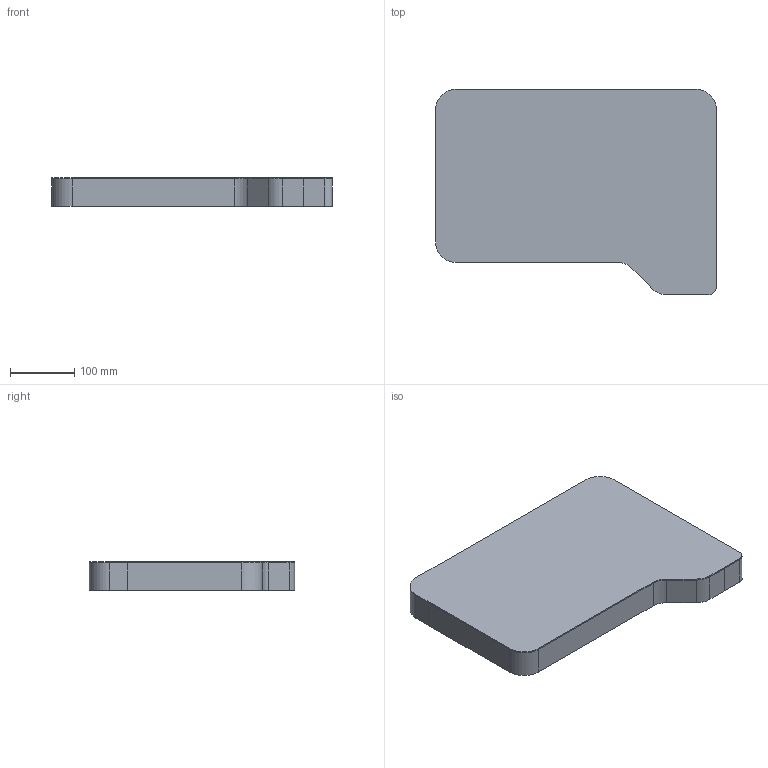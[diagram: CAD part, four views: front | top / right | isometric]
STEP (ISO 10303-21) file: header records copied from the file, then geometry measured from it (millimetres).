
FILE_DESCRIPTION(/* description */ (''),/* implementation_level */ '2;1');
FILE_NAME(/* name */ 'СБ_Инфотабло-17.stp',/* time_stamp */ '2022-12-01T11:35:30+03:00',/* author */ ('Voodoo'),/* organization */ (''),/* preprocessor_version */ 'ST-DEVELOPER v18.1',/* originating_system */ 'Autodesk Inventor 2021',/* authorisation */ '');
FILE_SCHEMA (('AUTOMOTIVE_DESIGN { 1 0 10303 214 3 1 1 }'));
Length unit declared in the file: millimetre
Products named in the file (21): СБ_Инфотабло; NV173FHM-N4G V8.0; Медиа приставка 
GIBORIY X96 Mini 2; Обечайка часть 
1; Обечайка часть 
2; Лицевой лист; Монтажный лист; Вытяжная заклепка_
Р-Ш-М3-Ум; Скоба БП1; Скоба БП2; Короб задний; PEM_S_M5_1; Shp_4x8; Стекло; AS 1427 - M3 x 6; ANSI B18.2.4.2M - M3x0,5; Блок питания 
LS-50-5_5V; Блок питания 
MA-60-12_12V; Кронштейн медиа 
приставки; Shp_3x8; Плата контроллера
Assembly tree (49 placements, depth 2):
  СБ_Инфотабло
    NV173FHM-N4G V8.0
    Медиа приставка 
GIBORIY X96 Mini 2
    Обечайка часть 
1
    Обечайка часть 
2
    Лицевой лист
    Монтажный лист
    Вытяжная заклепка_
Р-Ш-М3-Ум  x5
    Скоба БП1
    Скоба БП2
    Shp_3x8  x13
    Короб задний
    PEM_S_M5_1  x4
    Shp_4x8  x4
    Стекло
    AS 1427 - M3 x 6  x5
    ANSI B18.2.4.2M - M3x0,5  x4
    Блок питания 
LS-50-5_5V
    Блок питания 
MA-60-12_12V
    Кронштейн медиа 
приставки
    Плата контроллера
Bounding box: 436 x 319 x 45 mm (x, y, z)
Volume: 1576452.6 mm3; surface area: 1222007.4 mm2
Topology: 63 solids, 63 shells, 1356 faces, 3228 edges, 2028 vertices
Faces by surface type: plane 802, cylinder 306, cone 163, bspline 55, torus 25, sphere 5
Full cylindrical faces by diameter (mm): 2.459 x4, 2.693 x5, 3 x47, 4 x17, 4.2 x5, 4.8 x5, 4.927 x1, 5 x18, 5.102 x1, 5.296 x1, 6 x1, 6.4 x8, 8.7 x4, 50 x1
Entity records: 31153 total; most frequent: CARTESIAN_POINT 6087, ORIENTED_EDGE 4966, DIRECTION 4907, EDGE_CURVE 2483, LINE 1767, VECTOR 1767, AXIS2_PLACEMENT_3D 1570, VERTEX_POINT 1566
